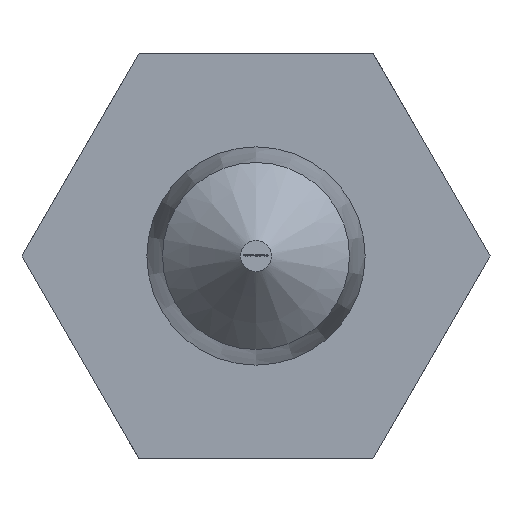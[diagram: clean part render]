
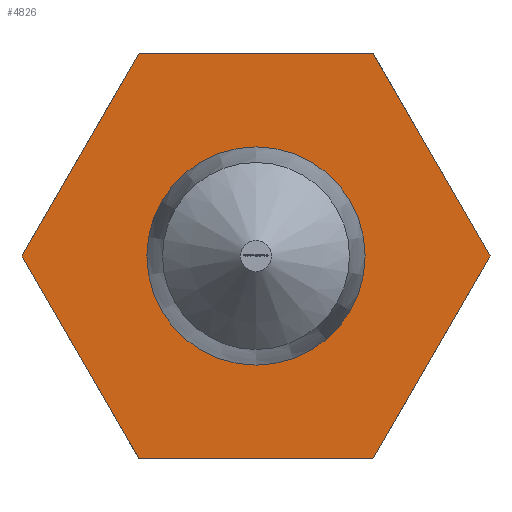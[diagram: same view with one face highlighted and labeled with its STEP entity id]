
A CAD part, front view. The second image highlights one B-rep face of the part: STEP entity #4826.
In plain terms, the highlighted planar face has unit normal (0, -1, 0).
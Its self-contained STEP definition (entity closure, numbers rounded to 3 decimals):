
#66 = EDGE_CURVE ( 'NONE', #11810, #10404, #16002, .T. ) ;
#1096 = DIRECTION ( 'NONE',  ( 0., 0., 1. ) ) ;
#1186 = LINE ( 'NONE', #11615, #15543 ) ;
#1262 = DIRECTION ( 'NONE',  ( 1., 0., 0. ) ) ;
#1661 = LINE ( 'NONE', #1688, #12801 ) ;
#1688 = CARTESIAN_POINT ( 'NONE',  ( -3.753, -2.75, -6.5 ) ) ;
#2089 = DIRECTION ( 'NONE',  ( -1., 0., 0. ) ) ;
#2408 = CARTESIAN_POINT ( 'NONE',  ( 3.753, -2.75, -6.5 ) ) ;
#2701 = CIRCLE ( 'NONE', #16175, 3.5 ) ;
#2742 = EDGE_CURVE ( 'NONE', #10868, #10489, #1186, .T. ) ;
#2909 = DIRECTION ( 'NONE',  ( -0.5, 0., 0.866 ) ) ;
#3587 = DIRECTION ( 'NONE',  ( 0., 1., 0. ) ) ;
#3906 = EDGE_CURVE ( 'NONE', #11433, #10868, #12519, .T. ) ;
#4001 = DIRECTION ( 'NONE',  ( -0.5, 0., -0.866 ) ) ;
#4778 = CARTESIAN_POINT ( 'NONE',  ( 0., -2.75, 0. ) ) ;
#4826 = ADVANCED_FACE ( 'NONE', ( #10311, #13923 ), #12556, .F. ) ;
#5163 = CARTESIAN_POINT ( 'NONE',  ( -7.506, -2.75, 0. ) ) ;
#5698 = LINE ( 'NONE', #15296, #11061 ) ;
#6185 = VECTOR ( 'NONE', #2089, 1000. ) ;
#6286 = ORIENTED_EDGE ( 'NONE', *, *, #2742, .F. ) ;
#6911 = CARTESIAN_POINT ( 'NONE',  ( 3.753, -2.75, 6.5 ) ) ;
#6953 = EDGE_CURVE ( 'NONE', #10404, #11433, #5698, .T. ) ;
#6959 = DIRECTION ( 'NONE',  ( 0.5, 0., -0.866 ) ) ;
#7263 = ORIENTED_EDGE ( 'NONE', *, *, #66, .F. ) ;
#7284 = CARTESIAN_POINT ( 'NONE',  ( 3.753, -2.75, 6.5 ) ) ;
#7435 = CARTESIAN_POINT ( 'NONE',  ( 7.506, -2.75, 0. ) ) ;
#7569 = DIRECTION ( 'NONE',  ( 0.5, 0., 0.866 ) ) ;
#8264 = EDGE_CURVE ( 'NONE', #12331, #12331, #2701, .T. ) ;
#8591 = CARTESIAN_POINT ( 'NONE',  ( -7.506, -2.75, 0. ) ) ;
#9183 = ORIENTED_EDGE ( 'NONE', *, *, #3906, .F. ) ;
#9370 = DIRECTION ( 'NONE',  ( 0., -1., 0. ) ) ;
#9779 = ORIENTED_EDGE ( 'NONE', *, *, #12955, .F. ) ;
#10004 = CARTESIAN_POINT ( 'NONE',  ( 0., -2.75, -3.5 ) ) ;
#10311 = FACE_BOUND ( 'NONE', #16185, .T. ) ;
#10404 = VERTEX_POINT ( 'NONE', #13496 ) ;
#10489 = VERTEX_POINT ( 'NONE', #2408 ) ;
#10868 = VERTEX_POINT ( 'NONE', #7435 ) ;
#11035 = CARTESIAN_POINT ( 'NONE',  ( 3.753, -2.75, -6.5 ) ) ;
#11061 = VECTOR ( 'NONE', #1262, 1000. ) ;
#11433 = VERTEX_POINT ( 'NONE', #7284 ) ;
#11615 = CARTESIAN_POINT ( 'NONE',  ( 7.506, -2.75, 0. ) ) ;
#11682 = AXIS2_PLACEMENT_3D ( 'NONE', #4778, #3587, #1096 ) ;
#11696 = VERTEX_POINT ( 'NONE', #14230 ) ;
#11810 = VERTEX_POINT ( 'NONE', #8591 ) ;
#11850 = DIRECTION ( 'NONE',  ( 0., 0., -1. ) ) ;
#12150 = ORIENTED_EDGE ( 'NONE', *, *, #6953, .F. ) ;
#12200 = VECTOR ( 'NONE', #7569, 1000. ) ;
#12331 = VERTEX_POINT ( 'NONE', #10004 ) ;
#12449 = ORIENTED_EDGE ( 'NONE', *, *, #14264, .F. ) ;
#12519 = LINE ( 'NONE', #6911, #15339 ) ;
#12556 = PLANE ( 'NONE',  #11682 ) ;
#12801 = VECTOR ( 'NONE', #2909, 1000. ) ;
#12955 = EDGE_CURVE ( 'NONE', #11696, #11810, #1661, .T. ) ;
#13496 = CARTESIAN_POINT ( 'NONE',  ( -3.753, -2.75, 6.5 ) ) ;
#13923 = FACE_OUTER_BOUND ( 'NONE', #14139, .T. ) ;
#14032 = ORIENTED_EDGE ( 'NONE', *, *, #8264, .F. ) ;
#14139 = EDGE_LOOP ( 'NONE', ( #9183, #12150, #7263, #9779, #12449, #6286 ) ) ;
#14230 = CARTESIAN_POINT ( 'NONE',  ( -3.753, -2.75, -6.5 ) ) ;
#14264 = EDGE_CURVE ( 'NONE', #10489, #11696, #14778, .T. ) ;
#14778 = LINE ( 'NONE', #11035, #6185 ) ;
#15296 = CARTESIAN_POINT ( 'NONE',  ( -3.753, -2.75, 6.5 ) ) ;
#15339 = VECTOR ( 'NONE', #6959, 1000. ) ;
#15422 = CARTESIAN_POINT ( 'NONE',  ( 0., -2.75, 0. ) ) ;
#15543 = VECTOR ( 'NONE', #4001, 1000. ) ;
#16002 = LINE ( 'NONE', #5163, #12200 ) ;
#16175 = AXIS2_PLACEMENT_3D ( 'NONE', #15422, #9370, #11850 ) ;
#16185 = EDGE_LOOP ( 'NONE', ( #14032 ) ) ;
